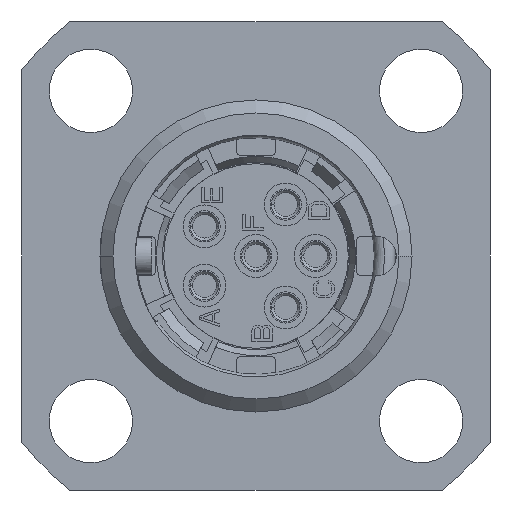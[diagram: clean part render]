
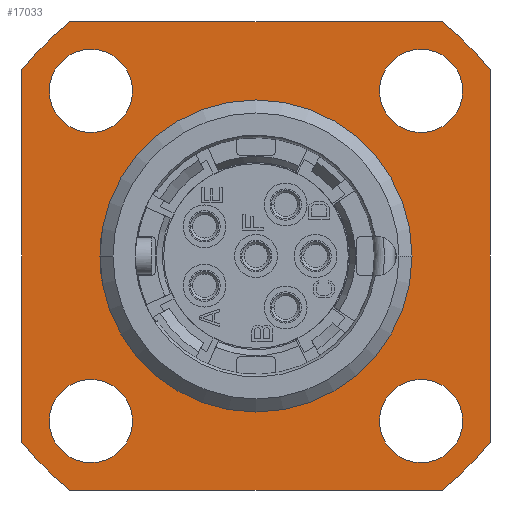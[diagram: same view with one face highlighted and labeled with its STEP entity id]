
A CAD part, left-side view. The second image highlights one B-rep face of the part: STEP entity #17033.
In plain terms, the highlighted planar face has unit normal (-1, 0, 0).
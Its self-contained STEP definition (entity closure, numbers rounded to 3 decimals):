
#3939=CARTESIAN_POINT('',(-5.,0.,0.));
#3940=DIRECTION('',(-1.,0.,0.));
#3941=DIRECTION('',(0.,1.,0.));
#3942=AXIS2_PLACEMENT_3D('',#3939,#3940,#3941);
#4051=CARTESIAN_POINT('',(-5.,0.,0.));
#4052=DIRECTION('',(-1.,0.,0.));
#4053=DIRECTION('',(0.,-1.,0.));
#4054=AXIS2_PLACEMENT_3D('',#4051,#4052,#4053);
#4056=DIRECTION('',(0.,0.,1.));
#4057=VECTOR('',#4056,14.318);
#4058=CARTESIAN_POINT('',(-5.,-9.,-7.159));
#4059=LINE('1173',#4058,#4057);
#4060=CARTESIAN_POINT('',(-5.,0.,0.));
#4061=DIRECTION('',(-1.,0.,0.));
#4062=DIRECTION('',(0.,-0.623,-0.783));
#4063=AXIS2_PLACEMENT_3D('',#4060,#4061,#4062);
#4065=DIRECTION('',(0.,-1.,0.));
#4066=VECTOR('',#4065,14.318);
#4067=CARTESIAN_POINT('',(-5.,7.159,-9.));
#4068=LINE('1175',#4067,#4066);
#4069=CARTESIAN_POINT('',(-5.,0.,0.));
#4070=DIRECTION('',(-1.,0.,0.));
#4071=DIRECTION('',(0.,0.783,-0.623));
#4072=AXIS2_PLACEMENT_3D('',#4069,#4070,#4071);
#4074=DIRECTION('',(0.,0.,-1.));
#4075=VECTOR('',#4074,14.318);
#4076=CARTESIAN_POINT('',(-5.,9.,7.159));
#4077=LINE('1177',#4076,#4075);
#4078=CARTESIAN_POINT('',(-5.,0.,0.));
#4079=DIRECTION('',(-1.,0.,0.));
#4080=DIRECTION('',(0.,0.623,0.783));
#4081=AXIS2_PLACEMENT_3D('',#4078,#4079,#4080);
#4083=DIRECTION('',(0.,1.,0.));
#4084=VECTOR('',#4083,14.318);
#4085=CARTESIAN_POINT('',(-5.,-7.159,9.));
#4086=LINE('1179',#4085,#4084);
#4087=CARTESIAN_POINT('',(-5.,0.,0.));
#4088=DIRECTION('',(-1.,0.,0.));
#4089=DIRECTION('',(0.,-0.783,0.623));
#4090=AXIS2_PLACEMENT_3D('',#4087,#4088,#4089);
#4092=CARTESIAN_POINT('',(-5.,6.35,6.35));
#4093=DIRECTION('',(1.,0.,0.));
#4094=DIRECTION('',(0.,1.,0.));
#4095=AXIS2_PLACEMENT_3D('',#4092,#4093,#4094);
#4097=CARTESIAN_POINT('',(-5.,6.35,6.35));
#4098=DIRECTION('',(1.,0.,0.));
#4099=DIRECTION('',(0.,-1.,0.));
#4100=AXIS2_PLACEMENT_3D('',#4097,#4098,#4099);
#4102=CARTESIAN_POINT('',(-5.,6.35,-6.35));
#4103=DIRECTION('',(1.,0.,0.));
#4104=DIRECTION('',(0.,1.,0.));
#4105=AXIS2_PLACEMENT_3D('',#4102,#4103,#4104);
#4107=CARTESIAN_POINT('',(-5.,6.35,-6.35));
#4108=DIRECTION('',(1.,0.,0.));
#4109=DIRECTION('',(0.,-1.,0.));
#4110=AXIS2_PLACEMENT_3D('',#4107,#4108,#4109);
#4112=CARTESIAN_POINT('',(-5.,-6.35,-6.35));
#4113=DIRECTION('',(1.,0.,0.));
#4114=DIRECTION('',(0.,1.,0.));
#4115=AXIS2_PLACEMENT_3D('',#4112,#4113,#4114);
#4117=CARTESIAN_POINT('',(-5.,-6.35,-6.35));
#4118=DIRECTION('',(1.,0.,0.));
#4119=DIRECTION('',(0.,-1.,0.));
#4120=AXIS2_PLACEMENT_3D('',#4117,#4118,#4119);
#4122=CARTESIAN_POINT('',(-5.,-6.35,6.35));
#4123=DIRECTION('',(1.,0.,0.));
#4124=DIRECTION('',(0.,1.,0.));
#4125=AXIS2_PLACEMENT_3D('',#4122,#4123,#4124);
#4127=CARTESIAN_POINT('',(-5.,-6.35,6.35));
#4128=DIRECTION('',(1.,0.,0.));
#4129=DIRECTION('',(0.,-1.,0.));
#4130=AXIS2_PLACEMENT_3D('',#4127,#4128,#4129);
#7166=CARTESIAN_POINT('',(-5.,-9.,-7.159));
#7167=CARTESIAN_POINT('',(-5.,-9.,7.159));
#7168=VERTEX_POINT('',#7166);
#7169=VERTEX_POINT('',#7167);
#7170=CARTESIAN_POINT('',(-5.,-7.159,-9.));
#7171=VERTEX_POINT('',#7170);
#7172=CARTESIAN_POINT('',(-5.,7.159,-9.));
#7173=VERTEX_POINT('',#7172);
#7174=CARTESIAN_POINT('',(-5.,9.,-7.159));
#7175=VERTEX_POINT('',#7174);
#7176=CARTESIAN_POINT('',(-5.,9.,7.159));
#7177=VERTEX_POINT('',#7176);
#7178=CARTESIAN_POINT('',(-5.,7.159,9.));
#7179=VERTEX_POINT('',#7178);
#7180=CARTESIAN_POINT('',(-5.,-7.159,9.));
#7181=VERTEX_POINT('',#7180);
#7186=CARTESIAN_POINT('',(-5.,-6.,0.));
#7187=CARTESIAN_POINT('',(-5.,6.,0.));
#7188=VERTEX_POINT('',#7186);
#7189=VERTEX_POINT('',#7187);
#7198=CARTESIAN_POINT('',(-5.,7.95,6.35));
#7199=CARTESIAN_POINT('',(-5.,4.75,6.35));
#7200=VERTEX_POINT('',#7198);
#7201=VERTEX_POINT('',#7199);
#7206=CARTESIAN_POINT('',(-5.,7.95,-6.35));
#7207=CARTESIAN_POINT('',(-5.,4.75,-6.35));
#7208=VERTEX_POINT('',#7206);
#7209=VERTEX_POINT('',#7207);
#7214=CARTESIAN_POINT('',(-5.,-4.75,-6.35));
#7215=CARTESIAN_POINT('',(-5.,-7.95,-6.35));
#7216=VERTEX_POINT('',#7214);
#7217=VERTEX_POINT('',#7215);
#7222=CARTESIAN_POINT('',(-5.,-4.75,6.35));
#7223=CARTESIAN_POINT('',(-5.,-7.95,6.35));
#7224=VERTEX_POINT('',#7222);
#7225=VERTEX_POINT('',#7223);
#16982=CARTESIAN_POINT('',(-5.,0.,0.));
#16983=DIRECTION('',(1.,0.,0.));
#16984=DIRECTION('',(0.,0.,-1.));
#16985=AXIS2_PLACEMENT_3D('',#16982,#16983,#16984);
#16986=PLANE('274',#16985);
#16988=ORIENTED_EDGE('1173',*,*,#16987,.F.);
#16990=ORIENTED_EDGE('1174',*,*,#16989,.F.);
#16992=ORIENTED_EDGE('1175',*,*,#16991,.F.);
#16994=ORIENTED_EDGE('1176',*,*,#16993,.F.);
#16996=ORIENTED_EDGE('1177',*,*,#16995,.F.);
#16998=ORIENTED_EDGE('1178',*,*,#16997,.F.);
#17000=ORIENTED_EDGE('1179',*,*,#16999,.F.);
#17002=ORIENTED_EDGE('1180',*,*,#17001,.F.);
#17003=EDGE_LOOP('274',(#16988,#16990,#16992,#16994,#16996,#16998,#17000,
#17002));
#17004=FACE_OUTER_BOUND('274',#17003,.F.);
#17005=ORIENTED_EDGE('1190',*,*,#16968,.T.);
#17006=ORIENTED_EDGE('1192',*,*,#16786,.T.);
#17007=EDGE_LOOP('274',(#17005,#17006));
#17008=FACE_BOUND('274',#17007,.F.);
#17010=ORIENTED_EDGE('1198',*,*,#17009,.F.);
#17012=ORIENTED_EDGE('1199',*,*,#17011,.F.);
#17013=EDGE_LOOP('274',(#17010,#17012));
#17014=FACE_BOUND('274',#17013,.F.);
#17016=ORIENTED_EDGE('1204',*,*,#17015,.F.);
#17018=ORIENTED_EDGE('1205',*,*,#17017,.F.);
#17019=EDGE_LOOP('274',(#17016,#17018));
#17020=FACE_BOUND('274',#17019,.F.);
#17022=ORIENTED_EDGE('1210',*,*,#17021,.F.);
#17024=ORIENTED_EDGE('1211',*,*,#17023,.F.);
#17025=EDGE_LOOP('274',(#17022,#17024));
#17026=FACE_BOUND('274',#17025,.F.);
#17028=ORIENTED_EDGE('1216',*,*,#17027,.F.);
#17030=ORIENTED_EDGE('1217',*,*,#17029,.F.);
#17031=EDGE_LOOP('274',(#17028,#17030));
#17032=FACE_BOUND('274',#17031,.F.);
#3943=CIRCLE('1192',#3942,6.);
#4055=CIRCLE('1190',#4054,6.);
#4064=CIRCLE('1174',#4063,11.5);
#4073=CIRCLE('1176',#4072,11.5);
#4082=CIRCLE('1178',#4081,11.5);
#4091=CIRCLE('1180',#4090,11.5);
#4096=CIRCLE('1198',#4095,1.6);
#4101=CIRCLE('1199',#4100,1.6);
#4106=CIRCLE('1204',#4105,1.6);
#4111=CIRCLE('1205',#4110,1.6);
#4116=CIRCLE('1210',#4115,1.6);
#4121=CIRCLE('1211',#4120,1.6);
#4126=CIRCLE('1216',#4125,1.6);
#4131=CIRCLE('1217',#4130,1.6);
#16786=EDGE_CURVE('1192',#7189,#7188,#3943,.T.);
#16968=EDGE_CURVE('1190',#7188,#7189,#4055,.T.);
#16987=EDGE_CURVE('1173',#7168,#7169,#4059,.T.);
#16989=EDGE_CURVE('1174',#7171,#7168,#4064,.T.);
#16991=EDGE_CURVE('1175',#7173,#7171,#4068,.T.);
#16993=EDGE_CURVE('1176',#7175,#7173,#4073,.T.);
#16995=EDGE_CURVE('1177',#7177,#7175,#4077,.T.);
#16997=EDGE_CURVE('1178',#7179,#7177,#4082,.T.);
#16999=EDGE_CURVE('1179',#7181,#7179,#4086,.T.);
#17001=EDGE_CURVE('1180',#7169,#7181,#4091,.T.);
#17009=EDGE_CURVE('1198',#7200,#7201,#4096,.T.);
#17011=EDGE_CURVE('1199',#7201,#7200,#4101,.T.);
#17015=EDGE_CURVE('1204',#7208,#7209,#4106,.T.);
#17017=EDGE_CURVE('1205',#7209,#7208,#4111,.T.);
#17021=EDGE_CURVE('1210',#7216,#7217,#4116,.T.);
#17023=EDGE_CURVE('1211',#7217,#7216,#4121,.T.);
#17027=EDGE_CURVE('1216',#7224,#7225,#4126,.T.);
#17029=EDGE_CURVE('1217',#7225,#7224,#4131,.T.);
#17033=ADVANCED_FACE('274',(#17004,#17008,#17014,#17020,#17026,#17032),#16986,
.F.);
